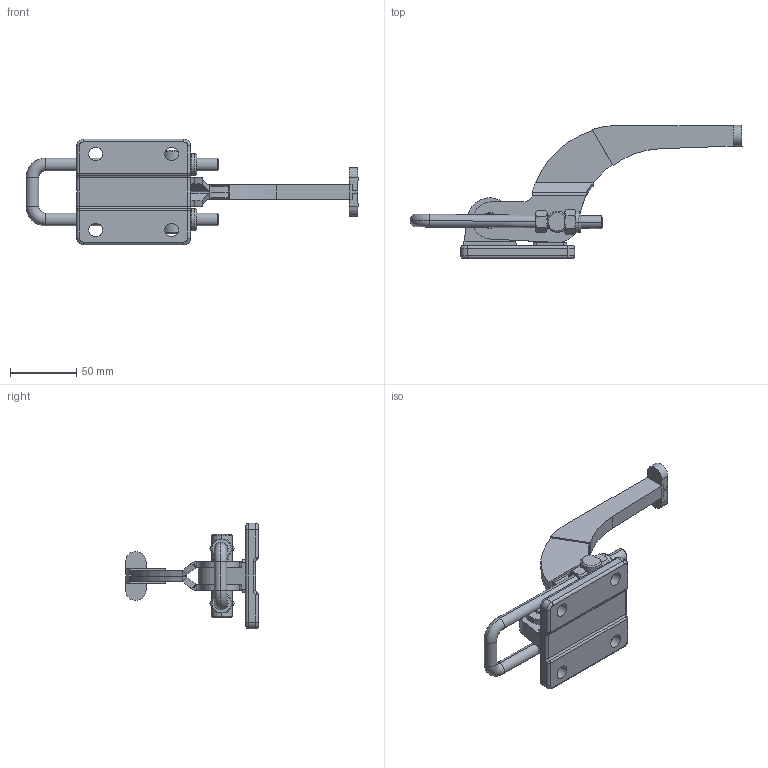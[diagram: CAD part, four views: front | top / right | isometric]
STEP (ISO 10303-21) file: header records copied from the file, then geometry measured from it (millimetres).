
FILE_DESCRIPTION (( 'STEP AP214' ), '1' );
FILE_NAME ('GH-40370(Â²¤Æ).STEP', '2020-07-07T06:10:58', ( 'LinWei' ), ( '' ), 'SwSTEP 2.0', 'SolidWorks 2016', '' );
FILE_SCHEMA (( 'AUTOMOTIVE_DESIGN' ));
Length unit declared in the file: millimetre
Products named in the file (5): Group1^GH-40370(簡化); GH-40370(簡化); 34038013-1^GH-40370(簡化); 44037044-1^GH-40370(簡化); Group3^GH-40370(簡化)
Assembly tree (4 placements, depth 2):
  GH-40370(簡化)
    Group1^GH-40370(簡化)
    Group3^GH-40370(簡化)
    44037044-1^GH-40370(簡化)
    34038013-1^GH-40370(簡化)
Bounding box: 250.12 x 100.18 x 79.4 mm (x, y, z)
Volume: 172526.9 mm3; surface area: 62538.7 mm2
Topology: 7 solids, 7 shells, 345 faces, 792 edges, 465 vertices
Faces by surface type: cylinder 125, plane 117, cone 71, torus 16, bspline 12, sphere 4
Entity records: 10996 total; most frequent: CARTESIAN_POINT 2527, DIRECTION 1667, ORIENTED_EDGE 1576, EDGE_CURVE 788, AXIS2_PLACEMENT_3D 667, VERTEX_POINT 465, EDGE_LOOP 375, FACE_OUTER_BOUND 345
